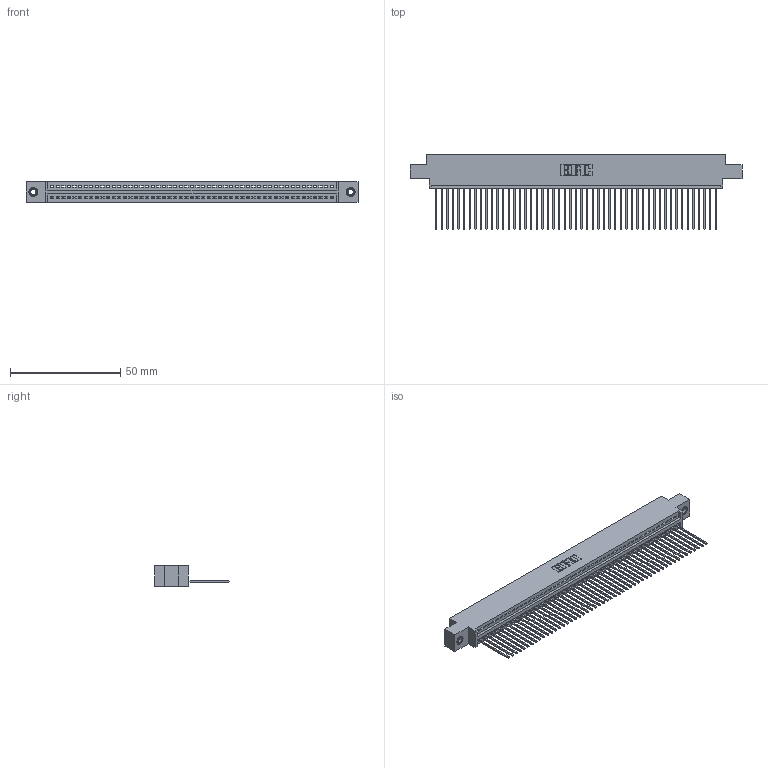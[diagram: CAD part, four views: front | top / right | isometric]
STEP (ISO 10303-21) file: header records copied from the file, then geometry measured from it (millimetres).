
FILE_DESCRIPTION (( 'STEP AP203' ), '1' );
FILE_NAME ('345-051-541-607.STEP', '2018-09-22T17:52:35', ( '' ), ( '' ), 'SwSTEP 2.0', 'SolidWorks 2016', '' );
FILE_SCHEMA (( 'CONFIG_CONTROL_DESIGN' ));
Length unit declared in the file: inch
Products named in the file (4): 345-051-541-607; 345 Part_0.170 Offset - 0.156 Dia-TI; 345-292-001_345-293-141; 345-250-001_345-250-005-103
Assembly tree (54 placements, depth 2):
  345-051-541-607
    345 Part_0.170 Offset - 0.156 Dia-TI
    345-292-001_345-293-141  x51
    345-250-001_345-250-005-103  x2
Bounding box: 150.75 x 33.96 x 9.4 mm (x, y, z)
Volume: 14433.4 mm3; surface area: 20452.3 mm2
Topology: 54 solids, 54 shells, 3148 faces, 9465 edges, 6234 vertices
Faces by surface type: plane 2156, cylinder 976, cone 12, torus 4
Entity records: 38508 total; most frequent: CARTESIAN_POINT 6652, ORIENTED_EDGE 6630, DIRECTION 5823, EDGE_CURVE 3315, LINE 2959, VECTOR 2959, VERTEX_POINT 2204, AXIS2_PLACEMENT_3D 1432
